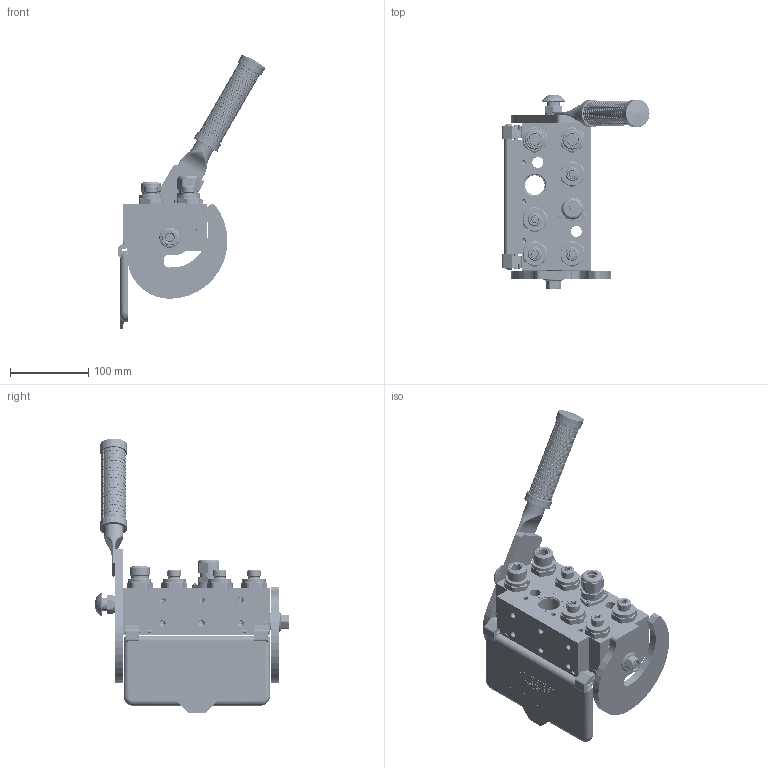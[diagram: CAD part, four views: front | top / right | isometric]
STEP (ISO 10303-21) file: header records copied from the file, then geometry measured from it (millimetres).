
FILE_DESCRIPTION (( 'STEP AP214' ), '1' );
FILE_NAME ('FASTER.step', '2021-03-26T13:02:48', ( '' ), ( '' ), 'SwSTEP 2.0', 'SolidWorks 2017', '' );
FILE_SCHEMA (( 'AUTOMOTIVE_DESIGN' ));
Length unit declared in the file: millimetre
Products named in the file (48): 4830_044_0000_000; 2ffnb1211_58sf; 4850_024_0000_021; Copia di 4830_042_0000_000.prt^corspel08-7_f; 4830_001_0004_000; 4142_072_1000_300; sicura_p5; A_2ffnb1211_38sf; 2ffnb1211_38sf; 4850_024_0000_012; Copia di inspel08-7_f.asm^corspel08-7_f; 4340_014_0000_000; 4850_024_0003_000; Copia di inspel08-7_f.prt^Copia di inspel08-7_f.asm_corspel08-7_f; conn_7p_f; 4850_020_0000_020; 4830_025_2000_000; curs_molla_12; A_2ffnb1211_58sf; or1_5x7_m; 4830_070_0000_001; P808_F_BASE; or2_62x17_86; 4830_025_1000_000; 4830_001_0005_301; Copia di 4850_032_0000_000.prt^Copia di inspel08-7_f.asm_corspel08-7_f; et011; 4850_024_0000_020; 0048_042_0412_000; OR INNESTO 12-38; 4830_025_0000_001; 4850_001_0001_005; et007; 4830_001_0005_300; 4850_024_0000_010; 4830_022_0000_011; Copia di 4850_007_0003_000.prt^corspel08-7_f; ET011-ET007; corspel08-7_f; Copia di 4850_007_0001_000.prt^corspel08-7_f ...
Assembly tree (62 placements, depth 5):
  FASTER
    P808_F_BASE
      4850_020_0000_020
      4850_001_0001_005
      4830_001_0004_000  x2
      4830_001_0005_300
      4830_001_0005_301
    A_2ffnb1211_58sf  x2
      curs_molla_12
        4340_014_0000_000
        4142_072_1000_300
      2ffnb1211_58sf
        2ffnb1211_58sf
    A_2ffnb1211_38sf  x4
      curs_molla_12
        4340_014_0000_000
        4142_072_1000_300
      2ffnb1211_38sf
        2ffnb1211_38sf
      OR INNESTO 12-38
    conn_7p_f
      corspel08-7_f
        Copia di 4850_007_0001_000.prt^corspel08-7_f
        Copia di inspel08-7_f.asm^corspel08-7_f
          Copia di inspel08-7_f.prt^Copia di inspel08-7_f.asm_corspel08-7_f
          Copia di 4850_032_0000_000.prt^Copia di inspel08-7_f.asm_corspel08-7_f  x7
        Copia di 4850_007_0003_000.prt^corspel08-7_f
        Copia di 4830_042_0000_000.prt^corspel08-7_f
      4830_044_0000_000  x3
      4850_007_0000_000
      4241_072_0000_200
    4850_024_0003_000
      4850_024_0003_000_ASM
        4850_024_0000_010
        4820_024_1002_011
        4850_024_0000_021
      sicura_p5
        4830_025_0000_001
        or1_5x7_m
        0048_042_0412_000
      4850_024_0000_012
      4850_024_0000_020
      1540_080_0012_000
      4830_025_2000_000
      4830_025_1000_000
      4830_022_0000_011
      4830_070_0000_001
      or2_62x17_86  x2
    ET011-ET007
      et011
      et007
Bounding box: 187.95 x 248.93 x 351.29 mm (x, y, z)
Volume: 311618.6 mm3; surface area: 486982.9 mm2
Topology: 46 solids, 123 shells, 7901 faces, 21481 edges, 13914 vertices
Faces by surface type: plane 3924, cylinder 2144, torus 780, cone 633, bspline 353, sphere 67
Entity records: 269582 total; most frequent: CARTESIAN_POINT 107233, ORIENTED_EDGE 33302, DIRECTION 28320, EDGE_CURVE 16967, VERTEX_POINT 11026, VECTOR 10690, LINE 10690, AXIS2_PLACEMENT_3D 8815
